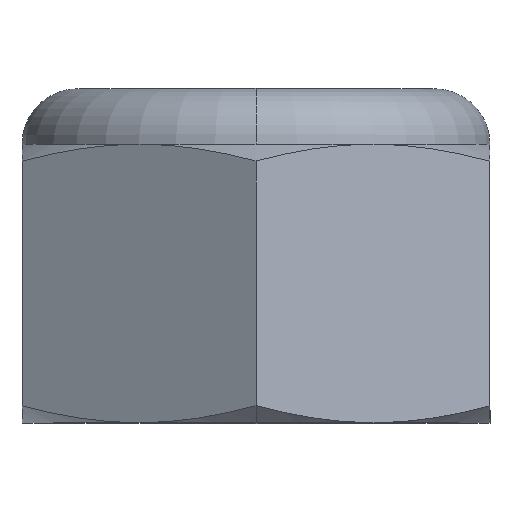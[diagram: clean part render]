
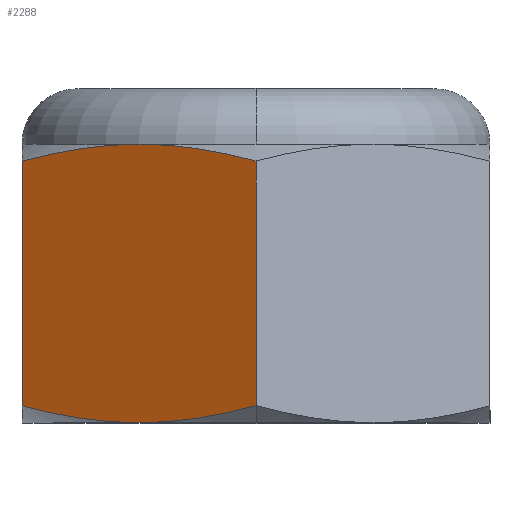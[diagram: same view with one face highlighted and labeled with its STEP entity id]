
A CAD part, top view. The second image highlights one B-rep face of the part: STEP entity #2288.
In plain terms, the highlighted planar face has unit normal (-0.5, 0, 0.866).
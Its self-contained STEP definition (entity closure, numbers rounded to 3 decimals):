
#86 = EDGE_CURVE ( 'NONE', #2825, #2312, #448, .T. ) ;
#128 = CARTESIAN_POINT ( 'NONE',  ( -2.921, 0.097, 2.355 ) ) ;
#129 = CARTESIAN_POINT ( 'NONE',  ( -2.922, 4.056, 2.355 ) ) ;
#182 = CARTESIAN_POINT ( 'NONE',  ( -0.578, 0.111, 3.708 ) ) ;
#408 = CARTESIAN_POINT ( 'NONE',  ( -3.5, 0.252, 2.021 ) ) ;
#409 = CARTESIAN_POINT ( 'NONE',  ( -3.5, 3.914, 2.021 ) ) ;
#448 = B_SPLINE_CURVE_WITH_KNOTS ( 'NONE', 3,
 ( #408, #128, #1758, #683 ),
 .UNSPECIFIED., .F., .F.,
 ( 4, 4 ),
 ( 0., 0.002 ),
 .UNSPECIFIED. ) ;
#462 = CARTESIAN_POINT ( 'NONE',  ( 0., 0.252, 4.041 ) ) ;
#540 = DIRECTION ( 'NONE',  ( -0.866, 0., -0.5 ) ) ;
#635 = EDGE_CURVE ( 'NONE', #1498, #2853, #3476, .T. ) ;
#664 = LINE ( 'NONE', #2716, #2840 ) ;
#683 = CARTESIAN_POINT ( 'NONE',  ( -1.75, 0., 3.031 ) ) ;
#719 = LINE ( 'NONE', #2643, #2993 ) ;
#808 = CARTESIAN_POINT ( 'NONE',  ( -0.579, 4.07, 3.707 ) ) ;
#841 = CARTESIAN_POINT ( 'NONE',  ( -1.75, 4.167, 3.031 ) ) ;
#1010 = EDGE_CURVE ( 'NONE', #2312, #1607, #2203, .T. ) ;
#1091 = CARTESIAN_POINT ( 'NONE',  ( 0., 3.914, 4.041 ) ) ;
#1258 = CARTESIAN_POINT ( 'NONE',  ( 0., 3.914, 4.041 ) ) ;
#1263 = PLANE ( 'NONE',  #2314 ) ;
#1295 = ORIENTED_EDGE ( 'NONE', *, *, #1010, .T. ) ;
#1349 = CARTESIAN_POINT ( 'NONE',  ( -3.5, 5., 2.021 ) ) ;
#1488 = CARTESIAN_POINT ( 'NONE',  ( -2.041, 4.167, 2.863 ) ) ;
#1498 = VERTEX_POINT ( 'NONE', #841 ) ;
#1543 = ORIENTED_EDGE ( 'NONE', *, *, #1784, .T. ) ;
#1544 = CARTESIAN_POINT ( 'NONE',  ( -1.459, 0., 3.199 ) ) ;
#1607 = VERTEX_POINT ( 'NONE', #2764 ) ;
#1629 = DIRECTION ( 'NONE',  ( 0., -1., 0. ) ) ;
#1732 = EDGE_LOOP ( 'NONE', ( #2249, #2228, #1854, #1543, #2146, #1295 ) ) ;
#1758 = CARTESIAN_POINT ( 'NONE',  ( -2.338, 0., 2.692 ) ) ;
#1759 = CARTESIAN_POINT ( 'NONE',  ( -1.75, 4.167, 3.031 ) ) ;
#1784 = EDGE_CURVE ( 'NONE', #2853, #2825, #719, .T. ) ;
#1807 = CARTESIAN_POINT ( 'NONE',  ( -1.165, 0.023, 3.369 ) ) ;
#1854 = ORIENTED_EDGE ( 'NONE', *, *, #635, .T. ) ;
#1886 = CARTESIAN_POINT ( 'NONE',  ( -1.75, 4.167, 3.031 ) ) ;
#2032 = CARTESIAN_POINT ( 'NONE',  ( -3.212, 3.992, 2.187 ) ) ;
#2070 = CARTESIAN_POINT ( 'NONE',  ( -1.75, 0., 3.031 ) ) ;
#2084 = CARTESIAN_POINT ( 'NONE',  ( -0.288, 0.175, 3.875 ) ) ;
#2126 = VERTEX_POINT ( 'NONE', #1258 ) ;
#2146 = ORIENTED_EDGE ( 'NONE', *, *, #86, .T. ) ;
#2160 = FACE_OUTER_BOUND ( 'NONE', #1732, .T. ) ;
#2165 = DIRECTION ( 'NONE',  ( 0.5, 0., -0.866 ) ) ;
#2203 = B_SPLINE_CURVE_WITH_KNOTS ( 'NONE', 3,
 ( #2070, #1544, #1807, #182, #2084, #462 ),
 .UNSPECIFIED., .F., .F.,
 ( 4, 2, 4 ),
 ( 0.002, 0.003, 0.004 ),
 .UNSPECIFIED. ) ;
#2228 = ORIENTED_EDGE ( 'NONE', *, *, #2286, .T. ) ;
#2249 = ORIENTED_EDGE ( 'NONE', *, *, #3094, .F. ) ;
#2266 = CARTESIAN_POINT ( 'NONE',  ( -1.75, 0., 3.031 ) ) ;
#2286 = EDGE_CURVE ( 'NONE', #2126, #1498, #3095, .T. ) ;
#2288 = ADVANCED_FACE ( 'NONE', ( #2160 ), #1263, .F. ) ;
#2312 = VERTEX_POINT ( 'NONE', #2266 ) ;
#2314 = AXIS2_PLACEMENT_3D ( 'NONE', #1349, #2165, #540 ) ;
#2377 = CARTESIAN_POINT ( 'NONE',  ( -3.5, 0.252, 2.021 ) ) ;
#2643 = CARTESIAN_POINT ( 'NONE',  ( -3.5, 5., 2.021 ) ) ;
#2716 = CARTESIAN_POINT ( 'NONE',  ( 0., 5., 4.041 ) ) ;
#2764 = CARTESIAN_POINT ( 'NONE',  ( 0., 0.252, 4.041 ) ) ;
#2825 = VERTEX_POINT ( 'NONE', #2377 ) ;
#2840 = VECTOR ( 'NONE', #1629, 1000. ) ;
#2853 = VERTEX_POINT ( 'NONE', #2935 ) ;
#2935 = CARTESIAN_POINT ( 'NONE',  ( -3.5, 3.914, 2.021 ) ) ;
#2993 = VECTOR ( 'NONE', #3533, 1000. ) ;
#3094 = EDGE_CURVE ( 'NONE', #2126, #1607, #664, .T. ) ;
#3095 = B_SPLINE_CURVE_WITH_KNOTS ( 'NONE', 3,
 ( #1091, #808, #3547, #1886 ),
 .UNSPECIFIED., .F., .F.,
 ( 4, 4 ),
 ( 0., 0.002 ),
 .UNSPECIFIED. ) ;
#3142 = CARTESIAN_POINT ( 'NONE',  ( -2.335, 4.144, 2.693 ) ) ;
#3476 = B_SPLINE_CURVE_WITH_KNOTS ( 'NONE', 3,
 ( #1759, #1488, #3142, #129, #2032, #409 ),
 .UNSPECIFIED., .F., .F.,
 ( 4, 2, 4 ),
 ( 0.002, 0.003, 0.004 ),
 .UNSPECIFIED. ) ;
#3533 = DIRECTION ( 'NONE',  ( 0., -1., 0. ) ) ;
#3547 = CARTESIAN_POINT ( 'NONE',  ( -1.162, 4.167, 3.371 ) ) ;
